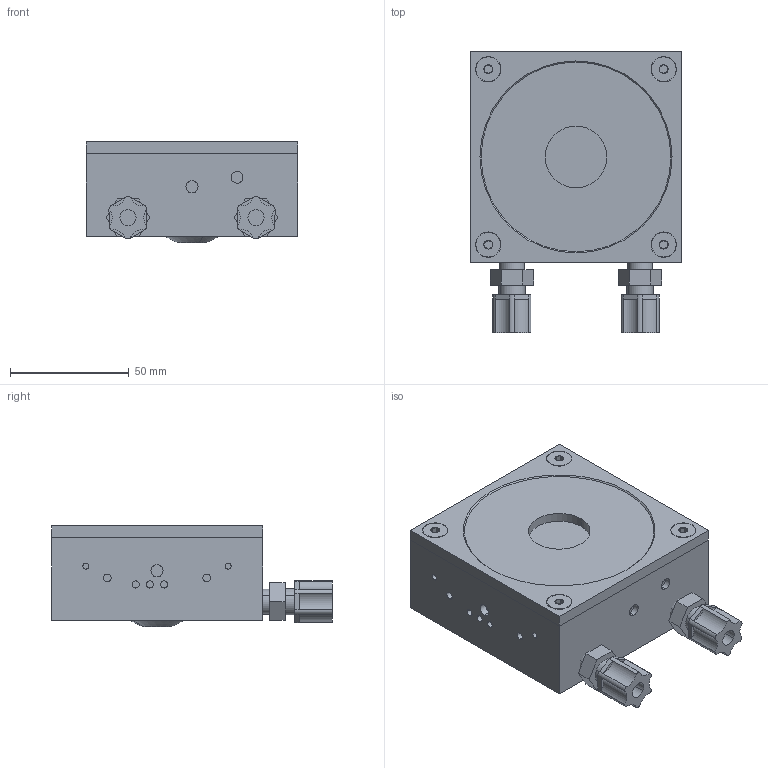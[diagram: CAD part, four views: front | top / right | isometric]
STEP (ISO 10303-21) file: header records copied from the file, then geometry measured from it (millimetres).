
FILE_DESCRIPTION (( 'STEP AP214' ), '1' );
FILE_NAME ('SK-9669 UP25M-350W-H12.STEP', '2017-12-05T20:26:31', ( '' ), ( '' ), 'SwSTEP 2.0', 'SolidWorks 2016', '' );
FILE_SCHEMA (( 'AUTOMOTIVE_DESIGN' ));
Length unit declared in the file: millimetre
Products named in the file (1): SK-9669 UP25M-350W-H12
Bounding box: 89 x 118.5 x 42.66 mm (x, y, z)
Volume: 323453.5 mm3; surface area: 56938.9 mm2
Topology: 10 solids, 10 shells, 669 faces, 1712 edges, 1098 vertices
Faces by surface type: cylinder 430, plane 127, cone 96, torus 8, bspline 8
Entity records: 37610 total; most frequent: CARTESIAN_POINT 15704, ORIENTED_EDGE 3424, DIRECTION 2666, EDGE_CURVE 1712, VERTEX_POINT 1098, AXIS2_PLACEMENT_3D 1004, EDGE_LOOP 718, UNCERTAINTY_MEASURE_WITH_UNIT 681
